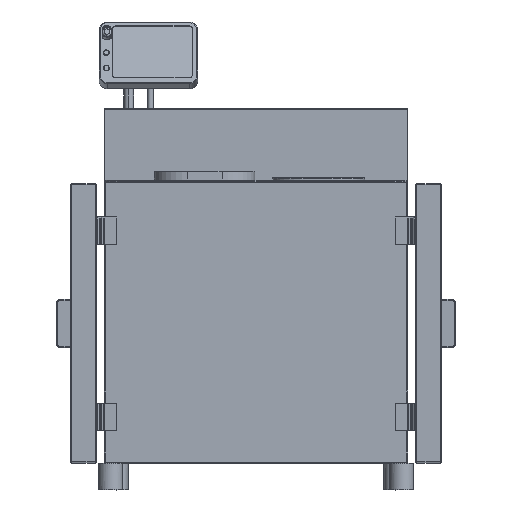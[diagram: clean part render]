
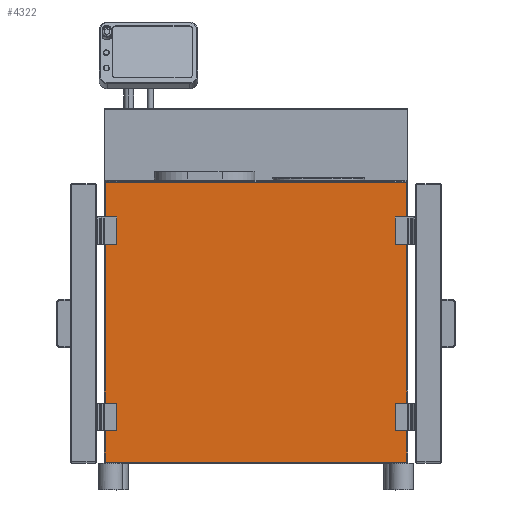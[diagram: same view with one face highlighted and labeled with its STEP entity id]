
A CAD part, top view. The second image highlights one B-rep face of the part: STEP entity #4322.
In plain terms, the highlighted planar face has unit normal (0, 0, 1).
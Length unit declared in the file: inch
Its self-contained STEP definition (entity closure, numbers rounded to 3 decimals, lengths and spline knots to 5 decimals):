
#1014=DIRECTION('',(0.,-1.,0.));
#1015=VECTOR('',#1014,19.32);
#1016=CARTESIAN_POINT('',(18.37,26.66,29.1642));
#1017=LINE('',#1016,#1015);
#1018=DIRECTION('',(-1.,0.,0.));
#1019=VECTOR('',#1018,1.44);
#1020=CARTESIAN_POINT('',(18.37,7.34,29.1642));
#1021=LINE('',#1020,#1019);
#1022=DIRECTION('',(0.,-1.,0.));
#1023=VECTOR('',#1022,3.34);
#1024=CARTESIAN_POINT('',(16.93,7.34,29.1642));
#1025=LINE('',#1024,#1023);
#1026=DIRECTION('',(-1.,0.,0.));
#1027=VECTOR('',#1026,1.44);
#1028=CARTESIAN_POINT('',(18.37,4.,29.1642));
#1029=LINE('',#1028,#1027);
#1030=DIRECTION('',(0.,-1.,0.));
#1031=VECTOR('',#1030,3.87);
#1032=CARTESIAN_POINT('',(18.37,4.,29.1642));
#1033=LINE('',#1032,#1031);
#1034=DIRECTION('',(-1.,0.,0.));
#1035=VECTOR('',#1034,36.74);
#1036=CARTESIAN_POINT('',(18.37,0.13,29.1642));
#1037=LINE('',#1036,#1035);
#1038=DIRECTION('',(0.,-1.,0.));
#1039=VECTOR('',#1038,3.87);
#1040=CARTESIAN_POINT('',(-18.37,4.,29.1642));
#1041=LINE('',#1040,#1039);
#1042=DIRECTION('',(1.,0.,0.));
#1043=VECTOR('',#1042,1.44);
#1044=CARTESIAN_POINT('',(-18.37,4.,29.1642));
#1045=LINE('',#1044,#1043);
#1046=DIRECTION('',(0.,1.,0.));
#1047=VECTOR('',#1046,3.34);
#1048=CARTESIAN_POINT('',(-16.93,4.,29.1642));
#1049=LINE('',#1048,#1047);
#1050=DIRECTION('',(1.,0.,0.));
#1051=VECTOR('',#1050,1.445);
#1052=CARTESIAN_POINT('',(-18.375,7.34,29.1642));
#1053=LINE('',#1052,#1051);
#1054=DIRECTION('',(0.,-1.,0.));
#1055=VECTOR('',#1054,19.32);
#1056=CARTESIAN_POINT('',(-18.375,26.66,29.1642));
#1057=LINE('',#1056,#1055);
#1058=DIRECTION('',(1.,0.,0.));
#1059=VECTOR('',#1058,1.445);
#1060=CARTESIAN_POINT('',(-18.375,26.66,29.1642));
#1061=LINE('',#1060,#1059);
#1062=DIRECTION('',(0.,1.,0.));
#1063=VECTOR('',#1062,3.34);
#1064=CARTESIAN_POINT('',(-16.93,26.66,29.1642));
#1065=LINE('',#1064,#1063);
#1066=DIRECTION('',(1.,0.,0.));
#1067=VECTOR('',#1066,1.44);
#1068=CARTESIAN_POINT('',(-18.37,30.,29.1642));
#1069=LINE('',#1068,#1067);
#1070=DIRECTION('',(0.,-1.,0.));
#1071=VECTOR('',#1070,4.25);
#1072=CARTESIAN_POINT('',(-18.37,34.25,29.1642));
#1073=LINE('',#1072,#1071);
#1074=DIRECTION('',(1.,0.,0.));
#1075=VECTOR('',#1074,36.74);
#1076=CARTESIAN_POINT('',(-18.37,34.25,29.1642));
#1077=LINE('',#1076,#1075);
#1078=DIRECTION('',(0.,-1.,0.));
#1079=VECTOR('',#1078,4.25);
#1080=CARTESIAN_POINT('',(18.37,34.25,29.1642));
#1081=LINE('',#1080,#1079);
#1082=DIRECTION('',(-1.,0.,0.));
#1083=VECTOR('',#1082,1.44);
#1084=CARTESIAN_POINT('',(18.37,30.,29.1642));
#1085=LINE('',#1084,#1083);
#1086=DIRECTION('',(0.,-1.,0.));
#1087=VECTOR('',#1086,3.34);
#1088=CARTESIAN_POINT('',(16.93,30.,29.1642));
#1089=LINE('',#1088,#1087);
#1090=DIRECTION('',(-1.,0.,0.));
#1091=VECTOR('',#1090,1.44);
#1092=CARTESIAN_POINT('',(18.37,26.66,29.1642));
#1093=LINE('',#1092,#1091);
#2581=CARTESIAN_POINT('',(-16.93,26.66,29.1642));
#2582=CARTESIAN_POINT('',(-16.93,30.,29.1642));
#2583=VERTEX_POINT('',#2581);
#2584=VERTEX_POINT('',#2582);
#2585=CARTESIAN_POINT('',(16.93,30.,29.1642));
#2586=CARTESIAN_POINT('',(16.93,26.66,29.1642));
#2587=VERTEX_POINT('',#2585);
#2588=VERTEX_POINT('',#2586);
#2589=CARTESIAN_POINT('',(16.93,7.34,29.1642));
#2590=CARTESIAN_POINT('',(16.93,4.,29.1642));
#2591=VERTEX_POINT('',#2589);
#2592=VERTEX_POINT('',#2590);
#2593=CARTESIAN_POINT('',(-16.93,4.,29.1642));
#2594=CARTESIAN_POINT('',(-16.93,7.34,29.1642));
#2595=VERTEX_POINT('',#2593);
#2596=VERTEX_POINT('',#2594);
#2686=CARTESIAN_POINT('',(18.37,26.66,29.1642));
#2687=CARTESIAN_POINT('',(18.37,7.34,29.1642));
#2688=VERTEX_POINT('',#2686);
#2689=VERTEX_POINT('',#2687);
#2726=CARTESIAN_POINT('',(18.37,4.,29.1642));
#2727=CARTESIAN_POINT('',(18.37,0.13,29.1642));
#2728=VERTEX_POINT('',#2726);
#2729=VERTEX_POINT('',#2727);
#2730=CARTESIAN_POINT('',(-18.37,4.,29.1642));
#2731=CARTESIAN_POINT('',(-18.37,0.13,29.1642));
#2732=VERTEX_POINT('',#2730);
#2733=VERTEX_POINT('',#2731);
#2758=CARTESIAN_POINT('',(-18.375,26.66,29.1642));
#2759=CARTESIAN_POINT('',(-18.375,7.34,29.1642));
#2760=VERTEX_POINT('',#2758);
#2761=VERTEX_POINT('',#2759);
#2814=CARTESIAN_POINT('',(18.37,34.25,29.1642));
#2815=CARTESIAN_POINT('',(18.37,30.,29.1642));
#2816=VERTEX_POINT('',#2814);
#2817=VERTEX_POINT('',#2815);
#2826=CARTESIAN_POINT('',(-18.37,34.25,29.1642));
#2827=CARTESIAN_POINT('',(-18.37,30.,29.1642));
#2828=VERTEX_POINT('',#2826);
#2829=VERTEX_POINT('',#2827);
#4277=CARTESIAN_POINT('',(-18.5,0.,29.1642));
#4278=DIRECTION('',(0.,0.,1.));
#4279=DIRECTION('',(1.,0.,0.));
#4280=AXIS2_PLACEMENT_3D('',#4277,#4278,#4279);
#4281=PLANE('',#4280);
#4283=ORIENTED_EDGE('',*,*,#4282,.T.);
#4285=ORIENTED_EDGE('',*,*,#4284,.T.);
#4287=ORIENTED_EDGE('',*,*,#4286,.T.);
#4289=ORIENTED_EDGE('',*,*,#4288,.F.);
#4291=ORIENTED_EDGE('',*,*,#4290,.T.);
#4292=ORIENTED_EDGE('',*,*,#3147,.T.);
#4293=ORIENTED_EDGE('',*,*,#4268,.F.);
#4295=ORIENTED_EDGE('',*,*,#4294,.T.);
#4297=ORIENTED_EDGE('',*,*,#4296,.T.);
#4299=ORIENTED_EDGE('',*,*,#4298,.F.);
#4301=ORIENTED_EDGE('',*,*,#4300,.F.);
#4303=ORIENTED_EDGE('',*,*,#4302,.T.);
#4305=ORIENTED_EDGE('',*,*,#4304,.T.);
#4307=ORIENTED_EDGE('',*,*,#4306,.F.);
#4309=ORIENTED_EDGE('',*,*,#4308,.F.);
#4311=ORIENTED_EDGE('',*,*,#4310,.T.);
#4313=ORIENTED_EDGE('',*,*,#4312,.T.);
#4315=ORIENTED_EDGE('',*,*,#4314,.T.);
#4317=ORIENTED_EDGE('',*,*,#4316,.T.);
#4319=ORIENTED_EDGE('',*,*,#4318,.F.);
#4320=EDGE_LOOP('',(#4283,#4285,#4287,#4289,#4291,#4292,#4293,#4295,#4297,#4299,
#4301,#4303,#4305,#4307,#4309,#4311,#4313,#4315,#4317,#4319));
#4321=FACE_OUTER_BOUND('',#4320,.F.);
#4322=ADVANCED_FACE('',(#4321),#4281,.T.);
#3147=EDGE_CURVE('',#2729,#2733,#1037,.T.);
#4268=EDGE_CURVE('',#2732,#2733,#1041,.T.);
#4282=EDGE_CURVE('',#2688,#2689,#1017,.T.);
#4284=EDGE_CURVE('',#2689,#2591,#1021,.T.);
#4286=EDGE_CURVE('',#2591,#2592,#1025,.T.);
#4288=EDGE_CURVE('',#2728,#2592,#1029,.T.);
#4290=EDGE_CURVE('',#2728,#2729,#1033,.T.);
#4294=EDGE_CURVE('',#2732,#2595,#1045,.T.);
#4296=EDGE_CURVE('',#2595,#2596,#1049,.T.);
#4298=EDGE_CURVE('',#2761,#2596,#1053,.T.);
#4300=EDGE_CURVE('',#2760,#2761,#1057,.T.);
#4302=EDGE_CURVE('',#2760,#2583,#1061,.T.);
#4304=EDGE_CURVE('',#2583,#2584,#1065,.T.);
#4306=EDGE_CURVE('',#2829,#2584,#1069,.T.);
#4308=EDGE_CURVE('',#2828,#2829,#1073,.T.);
#4310=EDGE_CURVE('',#2828,#2816,#1077,.T.);
#4312=EDGE_CURVE('',#2816,#2817,#1081,.T.);
#4314=EDGE_CURVE('',#2817,#2587,#1085,.T.);
#4316=EDGE_CURVE('',#2587,#2588,#1089,.T.);
#4318=EDGE_CURVE('',#2688,#2588,#1093,.T.);
